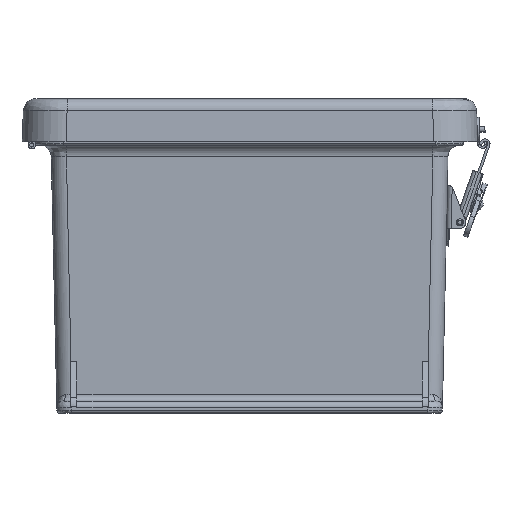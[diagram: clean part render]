
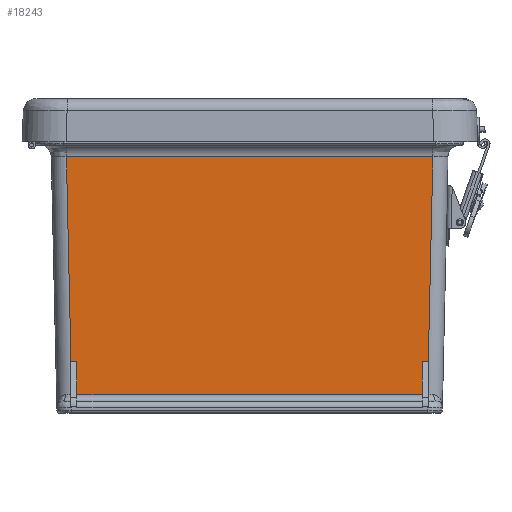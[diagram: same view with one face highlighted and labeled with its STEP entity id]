
A CAD part, front view. The second image highlights one B-rep face of the part: STEP entity #18243.
In plain terms, the highlighted planar face has unit normal (0, -1, -0.022).
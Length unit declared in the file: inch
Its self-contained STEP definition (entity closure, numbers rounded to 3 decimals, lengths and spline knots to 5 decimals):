
#864=PLANE('',#19704);
#1579=FACE_OUTER_BOUND('',#2697,.T.);
#2697=EDGE_LOOP('',(#12494,#12495,#12496,#12497,#12498,#12499,#12500,#12501));
#4125=LINE('',#28198,#5557);
#4127=LINE('',#28204,#5559);
#4130=LINE('',#28213,#5562);
#4131=LINE('',#28215,#5563);
#4132=LINE('',#28217,#5564);
#4133=LINE('',#28219,#5565);
#4134=LINE('',#28221,#5566);
#4135=LINE('',#28222,#5567);
#5557=VECTOR('',#21997,7.139);
#5559=VECTOR('',#22003,0.69144);
#5562=VECTOR('',#22012,0.69144);
#5563=VECTOR('',#22013,0.12447);
#5564=VECTOR('',#22014,4.23064);
#5565=VECTOR('',#22015,7.57689);
#5566=VECTOR('',#22016,4.23064);
#5567=VECTOR('',#22017,0.12447);
#7970=VERTEX_POINT('',#28194);
#7972=VERTEX_POINT('',#28197);
#7974=VERTEX_POINT('',#28203);
#7977=VERTEX_POINT('',#28212);
#7978=VERTEX_POINT('',#28214);
#7979=VERTEX_POINT('',#28216);
#7980=VERTEX_POINT('',#28218);
#7981=VERTEX_POINT('',#28220);
#9764=EDGE_CURVE('',#7970,#7972,#4125,.T.);
#9767=EDGE_CURVE('',#7974,#7972,#4127,.T.);
#9772=EDGE_CURVE('',#7970,#7977,#4130,.T.);
#9773=EDGE_CURVE('',#7977,#7978,#4131,.T.);
#9774=EDGE_CURVE('',#7979,#7978,#4132,.T.);
#9775=EDGE_CURVE('',#7980,#7979,#4133,.T.);
#9776=EDGE_CURVE('',#7981,#7980,#4134,.T.);
#9777=EDGE_CURVE('',#7981,#7974,#4135,.T.);
#12494=ORIENTED_EDGE('',*,*,#9764,.F.);
#12495=ORIENTED_EDGE('',*,*,#9772,.T.);
#12496=ORIENTED_EDGE('',*,*,#9773,.T.);
#12497=ORIENTED_EDGE('',*,*,#9774,.F.);
#12498=ORIENTED_EDGE('',*,*,#9775,.F.);
#12499=ORIENTED_EDGE('',*,*,#9776,.F.);
#12500=ORIENTED_EDGE('',*,*,#9777,.T.);
#12501=ORIENTED_EDGE('',*,*,#9767,.T.);
#18243=ADVANCED_FACE('',(#1579),#864,.T.);
#19704=AXIS2_PLACEMENT_3D('',#28211,#22010,#22011);
#21997=DIRECTION('',(-1.,0.,0.));
#22003=DIRECTION('',(0.,0.022,-1.));
#22010=DIRECTION('center_axis',(0.,-1.,-0.022));
#22011=DIRECTION('ref_axis',(0.,0.022,-1.));
#22012=DIRECTION('',(0.,-0.022,1.));
#22013=DIRECTION('',(1.,0.,0.));
#22014=DIRECTION('',(-0.022,0.022,-1.));
#22015=DIRECTION('',(1.,0.,0.));
#22016=DIRECTION('',(-0.022,-0.022,1.));
#22017=DIRECTION('',(1.,0.,0.));
#28194=CARTESIAN_POINT('',(1.024,-9.09944,0.37779));
#28197=CARTESIAN_POINT('',(-6.115,-9.09944,0.37779));
#28198=CARTESIAN_POINT('',(1.024,-9.09944,0.37779));
#28203=CARTESIAN_POINT('',(-6.115,-9.11489,1.06906));
#28204=CARTESIAN_POINT('',(-6.115,-9.11489,1.06906));
#28211=CARTESIAN_POINT('Origin',(1.4375,-9.091,0.));
#28212=CARTESIAN_POINT('',(1.024,-9.11489,1.06906));
#28213=CARTESIAN_POINT('',(1.024,-9.09944,0.37779));
#28214=CARTESIAN_POINT('',(1.14847,-9.11489,1.06906));
#28215=CARTESIAN_POINT('',(1.024,-9.11489,1.06906));
#28216=CARTESIAN_POINT('',(1.24295,-9.20937,5.29758));
#28217=CARTESIAN_POINT('',(1.24295,-9.20937,5.29758));
#28218=CARTESIAN_POINT('',(-6.33395,-9.20937,5.29758));
#28219=CARTESIAN_POINT('',(-6.33395,-9.20937,5.29758));
#28220=CARTESIAN_POINT('',(-6.23947,-9.11489,1.06906));
#28221=CARTESIAN_POINT('',(-6.23947,-9.11489,1.06906));
#28222=CARTESIAN_POINT('',(-6.23947,-9.11489,1.06906));
